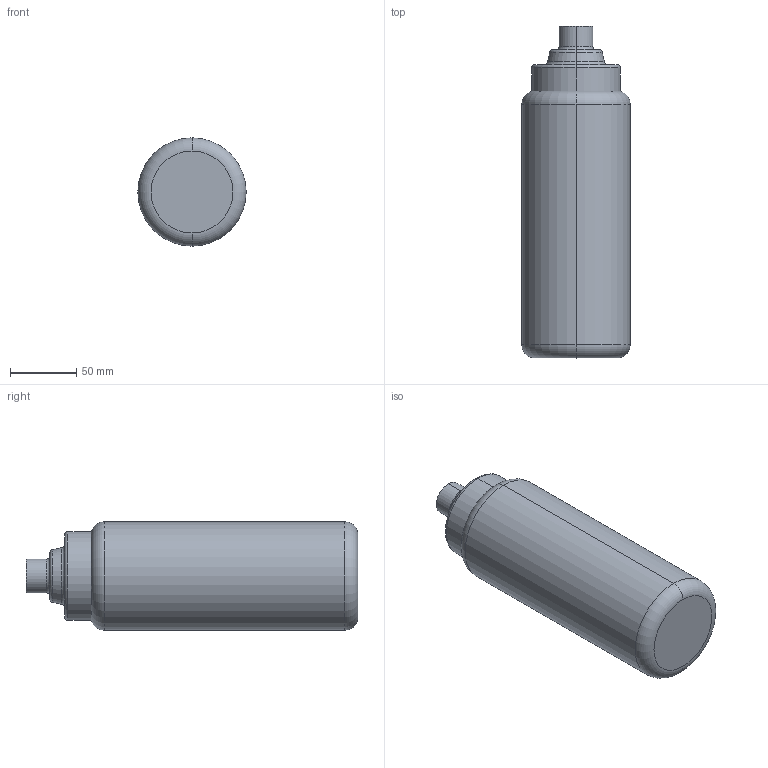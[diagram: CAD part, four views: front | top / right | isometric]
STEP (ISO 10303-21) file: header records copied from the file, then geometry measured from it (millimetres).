
FILE_DESCRIPTION (( 'STEP AP214' ), '1' );
FILE_NAME ('LDPE 32 OZ Bottle.STEP', '2023-07-16T08:35:04', ( '' ), ( '' ), 'SwSTEP 2.0', 'SolidWorks 2019', '' );
FILE_SCHEMA (( 'AUTOMOTIVE_DESIGN' ));
Length unit declared in the file: millimetre
Products named in the file (1): LDPE 32 OZ Bottle
Bounding box: 82 x 251.2 x 82 mm (x, y, z)
Volume: 128250.6 mm3; surface area: 128412.9 mm2
Topology: 1 solids, 1 shells, 47 faces, 92 edges, 52 vertices
Faces by surface type: torus 24, cylinder 12, plane 7, cone 4
Entity records: 1252 total; most frequent: DIRECTION 264, CARTESIAN_POINT 192, ORIENTED_EDGE 184, AXIS2_PLACEMENT_3D 124, EDGE_CURVE 92, CIRCLE 76, EDGE_LOOP 52, VERTEX_POINT 52
